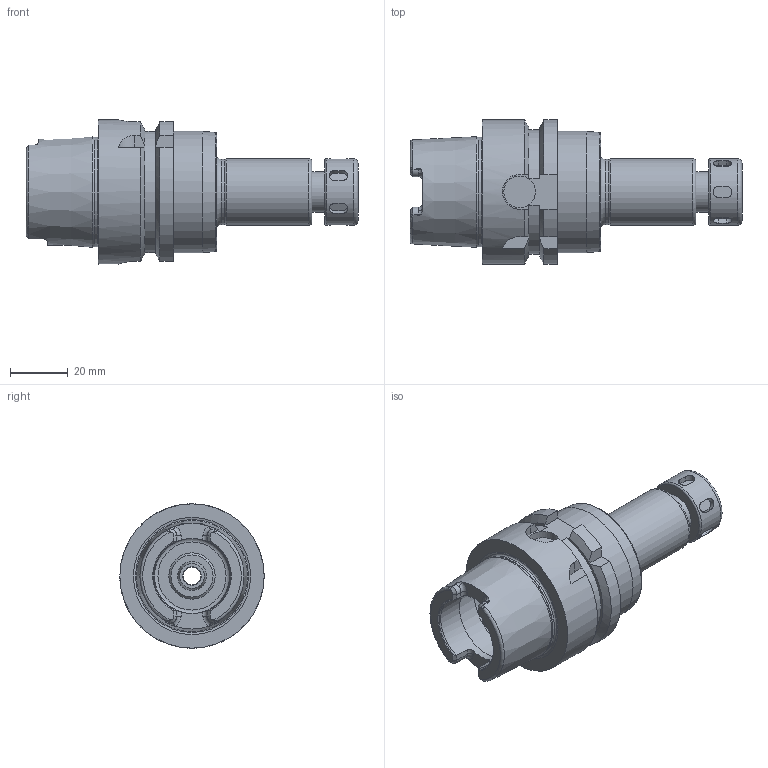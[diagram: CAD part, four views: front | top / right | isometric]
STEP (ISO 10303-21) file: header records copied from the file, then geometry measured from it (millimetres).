
FILE_DESCRIPTION((''),'2;1');
FILE_NAME('538014007090-3D.stp','2020-01-09T13:31:35',('nttooll'),(''),'Autodesk Inventor 2012','Autodesk Inventor 2012','');
FILE_SCHEMA(('AUTOMOTIVE_DESIGN { 1 0 10303 214 1 1 1 1 }'));
Length unit declared in the file: millimetre
Products named in the file (1): 538014007090-3D
Bounding box: 115 x 50 x 50 mm (x, y, z)
Volume: 86980.4 mm3; surface area: 24141.7 mm2
Topology: 1 solids, 1 shells, 187 faces, 433 edges, 272 vertices
Faces by surface type: plane 81, cylinder 57, cone 30, torus 19
Full cylindrical faces by diameter (mm): 6 x1, 6.4 x1, 7.3 x1, 8 x1, 8.5 x1, 8.79 x1, 9.5 x1, 9.7 x1, 10 x1, 11 x1, 12.1 x1, 14 x2, 16 x1, 17 x1, 22.6 x1, 23 x2, 26 x1, 26.6 x1, 32 x1, 37.9 x1, 42 x1, 50 x1
Entity records: 5370 total; most frequent: CARTESIAN_POINT 1294, DIRECTION 864, ORIENTED_EDGE 760, EDGE_CURVE 380, AXIS2_PLACEMENT_3D 352, VERTEX_POINT 268, EDGE_LOOP 262, FACE_OUTER_BOUND 187
